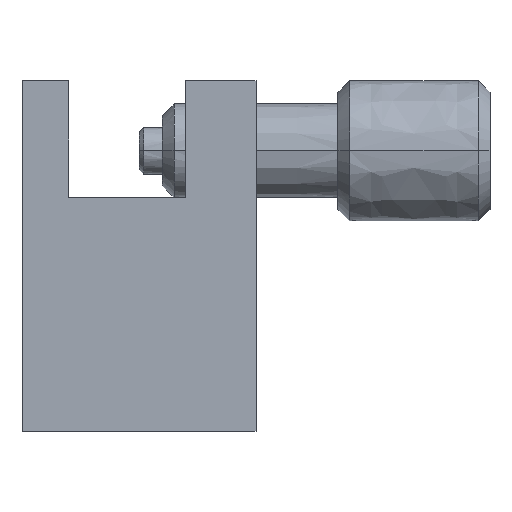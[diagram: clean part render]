
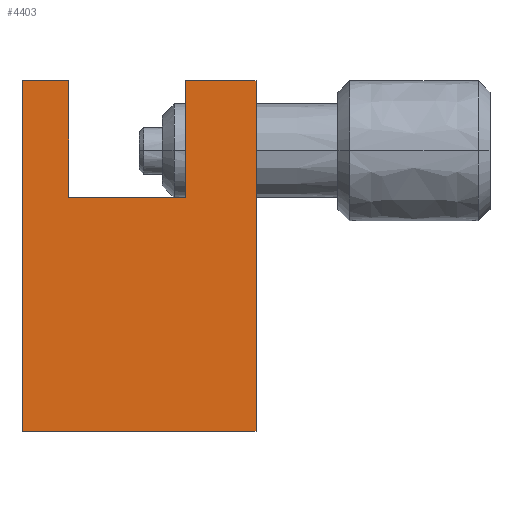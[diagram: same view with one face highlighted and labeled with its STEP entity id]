
A CAD part, left-side view. The second image highlights one B-rep face of the part: STEP entity #4403.
In plain terms, the highlighted free-form (B-spline) face has degree [1, 1] with [2, 2] control points.
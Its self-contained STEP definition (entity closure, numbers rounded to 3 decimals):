
#105 = ORIENTED_EDGE ( 'NONE', *, *, #1059, .T. ) ;
#161 = ORIENTED_EDGE ( 'NONE', *, *, #1118, .T. ) ;
#215 = DIRECTION ( 'NONE',  ( 0., 1., 0. ) ) ;
#323 = LINE ( 'NONE', #1460, #1895 ) ;
#497 = VECTOR ( 'NONE', #1759, 1000. ) ;
#641 = VECTOR ( 'NONE', #1789, 1000. ) ;
#642 = CARTESIAN_POINT ( 'NONE',  ( -15., -5., 15. ) ) ;
#650 = CARTESIAN_POINT ( 'NONE',  ( -15., 5., 0. ) ) ;
#863 = CARTESIAN_POINT ( 'NONE',  ( -15., 5., 15. ) ) ;
#1059 = EDGE_CURVE ( 'NONE', #1521, #2717, #1337, .T. ) ;
#1098 = CARTESIAN_POINT ( 'NONE',  ( -15., -5., 0. ) ) ;
#1118 = EDGE_CURVE ( 'NONE', #1280, #2653, #4425, .T. ) ;
#1131 = EDGE_CURVE ( 'NONE', #1521, #3287, #2426, .T. ) ;
#1255 = EDGE_CURVE ( 'NONE', #3407, #2717, #4262, .T. ) ;
#1280 = VERTEX_POINT ( 'NONE', #3885 ) ;
#1337 = LINE ( 'NONE', #3819, #4529 ) ;
#1460 = CARTESIAN_POINT ( 'NONE',  ( -15., -5., 0. ) ) ;
#1510 = EDGE_CURVE ( 'NONE', #2653, #2748, #3432, .T. ) ;
#1521 = VERTEX_POINT ( 'NONE', #3354 ) ;
#1645 = ORIENTED_EDGE ( 'NONE', *, *, #1510, .T. ) ;
#1741 = DIRECTION ( 'NONE',  ( 0., 0., 1. ) ) ;
#1759 = DIRECTION ( 'NONE',  ( 0., 0., 1. ) ) ;
#1763 = CARTESIAN_POINT ( 'NONE',  ( -15., 3., 10. ) ) ;
#1776 = EDGE_CURVE ( 'NONE', #1834, #3407, #3742, .T. ) ;
#1789 = DIRECTION ( 'NONE',  ( 0., 0., 1. ) ) ;
#1834 = VERTEX_POINT ( 'NONE', #2115 ) ;
#1895 = VECTOR ( 'NONE', #1950, 1000. ) ;
#1950 = DIRECTION ( 'NONE',  ( 0., 1., 0. ) ) ;
#2028 = EDGE_LOOP ( 'NONE', ( #105, #4085, #2499, #3916, #161, #1645, #2238, #3093 ) ) ;
#2115 = CARTESIAN_POINT ( 'NONE',  ( -15., 5., 0. ) ) ;
#2238 = ORIENTED_EDGE ( 'NONE', *, *, #4014, .F. ) ;
#2340 = FACE_OUTER_BOUND ( 'NONE', #2028, .T. ) ;
#2362 = VECTOR ( 'NONE', #3224, 1000. ) ;
#2398 = CARTESIAN_POINT ( 'NONE',  ( -15., 5., 15. ) ) ;
#2426 = LINE ( 'NONE', #1763, #4373 ) ;
#2460 = CARTESIAN_POINT ( 'NONE',  ( -15., -2., 10. ) ) ;
#2477 = VECTOR ( 'NONE', #215, 1000. ) ;
#2499 = ORIENTED_EDGE ( 'NONE', *, *, #1776, .F. ) ;
#2644 = CARTESIAN_POINT ( 'NONE',  ( -15., -5., 15. ) ) ;
#2653 = VERTEX_POINT ( 'NONE', #642 ) ;
#2717 = VERTEX_POINT ( 'NONE', #3835 ) ;
#2726 = LINE ( 'NONE', #3553, #497 ) ;
#2743 = CARTESIAN_POINT ( 'NONE',  ( -15., -5., 15. ) ) ;
#2748 = VERTEX_POINT ( 'NONE', #4152 ) ;
#2802 = DIRECTION ( 'NONE',  ( 0., -1., 0. ) ) ;
#2828 = DIRECTION ( 'NONE',  ( 0., -1., 0. ) ) ;
#3093 = ORIENTED_EDGE ( 'NONE', *, *, #1131, .F. ) ;
#3224 = DIRECTION ( 'NONE',  ( 0., 0., 1. ) ) ;
#3287 = VERTEX_POINT ( 'NONE', #2460 ) ;
#3354 = CARTESIAN_POINT ( 'NONE',  ( -15., 3., 10. ) ) ;
#3381 = EDGE_CURVE ( 'NONE', #1280, #1834, #323, .T. ) ;
#3407 = VERTEX_POINT ( 'NONE', #863 ) ;
#3432 = LINE ( 'NONE', #2644, #2477 ) ;
#3475 = CARTESIAN_POINT ( 'NONE',  ( -15., -5., 0. ) ) ;
#3553 = CARTESIAN_POINT ( 'NONE',  ( -15., -2., 10. ) ) ;
#3607 = VECTOR ( 'NONE', #2802, 1000. ) ;
#3742 = LINE ( 'NONE', #3935, #2362 ) ;
#3819 = CARTESIAN_POINT ( 'NONE',  ( -15., 3., 10. ) ) ;
#3835 = CARTESIAN_POINT ( 'NONE',  ( -15., 3., 15. ) ) ;
#3885 = CARTESIAN_POINT ( 'NONE',  ( -15., -5., 0. ) ) ;
#3916 = ORIENTED_EDGE ( 'NONE', *, *, #3381, .F. ) ;
#3935 = CARTESIAN_POINT ( 'NONE',  ( -15., 5., 0. ) ) ;
#4014 = EDGE_CURVE ( 'NONE', #3287, #2748, #2726, .T. ) ;
#4085 = ORIENTED_EDGE ( 'NONE', *, *, #1255, .F. ) ;
#4152 = CARTESIAN_POINT ( 'NONE',  ( -15., -2., 15. ) ) ;
#4222 = CARTESIAN_POINT ( 'NONE',  ( -15., 5., 15. ) ) ;
#4262 = LINE ( 'NONE', #4222, #3607 ) ;
#4373 = VECTOR ( 'NONE', #2828, 1000. ) ;
#4403 = ADVANCED_FACE ( 'NONE', ( #2340 ), #4462, .T. ) ;
#4425 = LINE ( 'NONE', #1098, #641 ) ;
#4462 = B_SPLINE_SURFACE_WITH_KNOTS ( 'NONE', 1, 1, ( 
 ( #3475, #650 ),
 ( #2743, #2398 ) ),
 .UNSPECIFIED., .F., .F., .F.,
 ( 2, 2 ),
 ( 2, 2 ),
 ( 0., 1. ),
 ( 0., 1. ),
 .UNSPECIFIED. ) ;
#4529 = VECTOR ( 'NONE', #1741, 1000. ) ;
